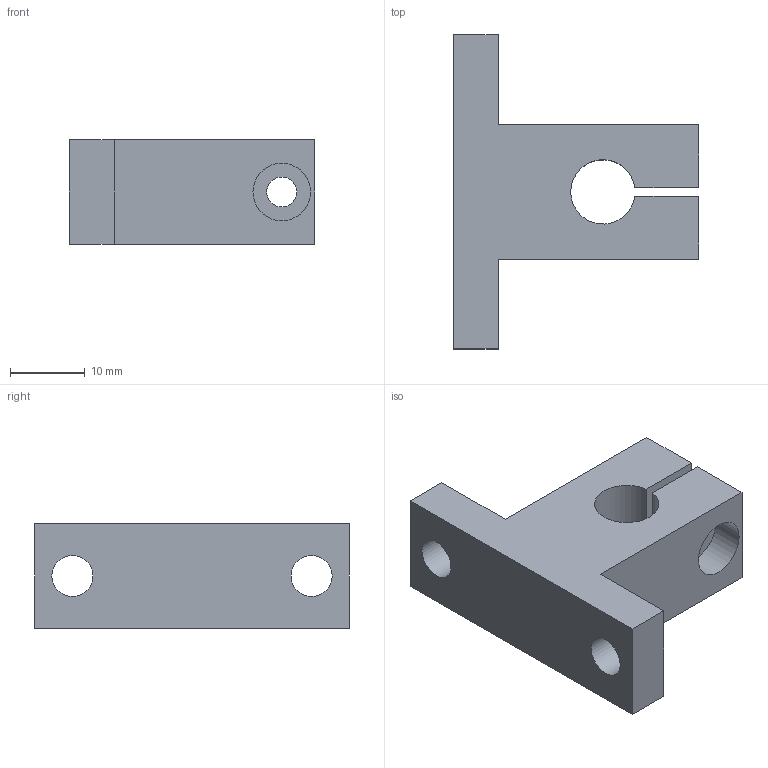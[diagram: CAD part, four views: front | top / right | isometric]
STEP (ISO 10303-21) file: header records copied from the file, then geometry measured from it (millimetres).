
FILE_DESCRIPTION(('FreeCAD Model'),'2;1');
FILE_NAME('sk8_tol03.step','2019-03-28T11:25:55',('Author'),(''), 'Open CASCADE STEP processor 7.2','FreeCAD','Unknown');
FILE_SCHEMA(('AUTOMOTIVE_DESIGN_CC2 { 1 2 10303 214 -1 1 5 4 }'));
Length unit declared in the file: millimetre
Products named in the file (1): sk8_tol03
Bounding box: 32.8 x 42 x 14 mm (x, y, z)
Volume: 8679.5 mm3; surface area: 4334.7 mm2
Topology: 1 solids, 1 shells, 20 faces, 51 edges, 34 vertices
Faces by surface type: plane 14, cylinder 6
Full cylindrical faces by diameter (mm): 4 x2, 5.5 x2, 7.7 x1
Entity records: 1299 total; most frequent: CARTESIAN_POINT 252, DIRECTION 183, LINE 109, VECTOR 109, ORIENTED_EDGE 102, PCURVE 102, DEFINITIONAL_REPRESENTATION 102, EDGE_CURVE 51
